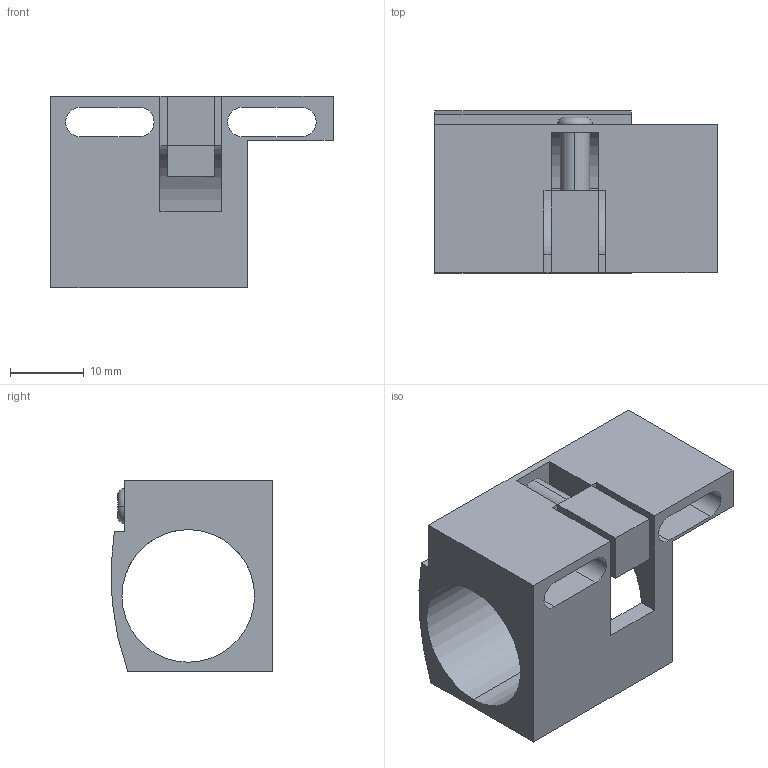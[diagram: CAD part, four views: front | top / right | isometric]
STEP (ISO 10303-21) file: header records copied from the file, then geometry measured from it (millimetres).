
FILE_DESCRIPTION(('STEP AP242'),'1');
FILE_NAME('flange_xszb118.stp','2019-12-12T13:38:12',('TraceParts'),('TraceParts S.A.'),'Spatial InterOp 3D',' ',' ');
FILE_SCHEMA(('AP242_MANAGED_MODEL_BASED_3D_ENGINEERING_MIM_LF {1 0 10303 442 1 1 4}'));
Length unit declared in the file: millimetre
Products named in the file (1): flange_xszb118
Bounding box: 38.3 x 21.98 x 26 mm (x, y, z)
Volume: 6665.5 mm3; surface area: 6633.2 mm2
Topology: 1 solids, 1 shells, 43 faces, 122 edges, 82 vertices
Faces by surface type: plane 28, cylinder 13, torus 2
Entity records: 1443 total; most frequent: DIRECTION 250, CARTESIAN_POINT 248, ORIENTED_EDGE 244, EDGE_CURVE 122, AXIS2_PLACEMENT_3D 84, VERTEX_POINT 82, LINE 82, VECTOR 82
